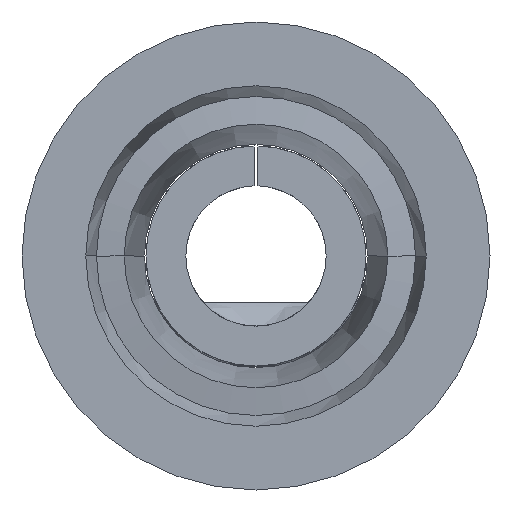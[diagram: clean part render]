
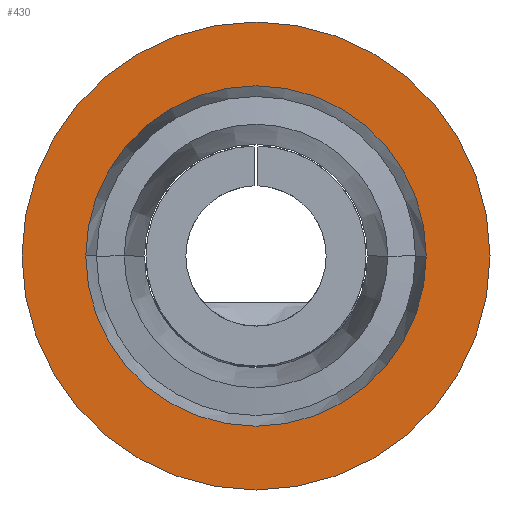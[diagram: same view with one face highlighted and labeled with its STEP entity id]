
A CAD part, front view. The second image highlights one B-rep face of the part: STEP entity #430.
In plain terms, the highlighted planar face has unit normal (0, -1, 0).
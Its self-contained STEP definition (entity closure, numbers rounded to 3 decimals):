
#6 = DIRECTION ( 'NONE',  ( 0., 1., 0. ) ) ;
#34 = AXIS2_PLACEMENT_3D ( 'NONE', #136, #1213, #613 ) ;
#42 = DIRECTION ( 'NONE',  ( -1., 0., 0. ) ) ;
#136 = CARTESIAN_POINT ( 'NONE',  ( 0., -15.28, 0.98 ) ) ;
#147 = CARTESIAN_POINT ( 'NONE',  ( 0., -15.28, 0.98 ) ) ;
#189 = CARTESIAN_POINT ( 'NONE',  ( 2.935, -15.28, 0.98 ) ) ;
#198 = EDGE_LOOP ( 'NONE', ( #1163, #524 ) ) ;
#213 = CIRCLE ( 'NONE', #559, 2.135 ) ;
#311 = CARTESIAN_POINT ( 'NONE',  ( -2.135, -15.28, 0.98 ) ) ;
#430 = ADVANCED_FACE ( 'NONE', ( #1650, #1253 ), #605, .T. ) ;
#498 = CARTESIAN_POINT ( 'NONE',  ( 2.135, -15.28, 0.98 ) ) ;
#524 = ORIENTED_EDGE ( 'NONE', *, *, #1111, .F. ) ;
#559 = AXIS2_PLACEMENT_3D ( 'NONE', #1705, #967, #42 ) ;
#605 = PLANE ( 'NONE',  #1347 ) ;
#611 = DIRECTION ( 'NONE',  ( 1., 0., 0. ) ) ;
#613 = DIRECTION ( 'NONE',  ( -1., 0., 0. ) ) ;
#699 = VERTEX_POINT ( 'NONE', #311 ) ;
#728 = VERTEX_POINT ( 'NONE', #189 ) ;
#844 = ORIENTED_EDGE ( 'NONE', *, *, #1365, .T. ) ;
#891 = CARTESIAN_POINT ( 'NONE',  ( 0., -15.28, 0.98 ) ) ;
#900 = DIRECTION ( 'NONE',  ( -1., 0., 0. ) ) ;
#967 = DIRECTION ( 'NONE',  ( 0., 1., 0. ) ) ;
#1111 = EDGE_CURVE ( 'NONE', #728, #1673, #1532, .T. ) ;
#1163 = ORIENTED_EDGE ( 'NONE', *, *, #1457, .F. ) ;
#1213 = DIRECTION ( 'NONE',  ( 0., 1., 0. ) ) ;
#1219 = EDGE_CURVE ( 'NONE', #1500, #699, #1489, .T. ) ;
#1253 = FACE_OUTER_BOUND ( 'NONE', #198, .T. ) ;
#1347 = AXIS2_PLACEMENT_3D ( 'NONE', #1800, #1945, #611 ) ;
#1365 = EDGE_CURVE ( 'NONE', #699, #1500, #213, .T. ) ;
#1457 = EDGE_CURVE ( 'NONE', #1673, #728, #1553, .T. ) ;
#1489 = CIRCLE ( 'NONE', #34, 2.135 ) ;
#1500 = VERTEX_POINT ( 'NONE', #498 ) ;
#1532 = CIRCLE ( 'NONE', #1707, 2.935 ) ;
#1553 = CIRCLE ( 'NONE', #1937, 2.935 ) ;
#1585 = CARTESIAN_POINT ( 'NONE',  ( -2.935, -15.28, 0.98 ) ) ;
#1650 = FACE_BOUND ( 'NONE', #1671, .T. ) ;
#1671 = EDGE_LOOP ( 'NONE', ( #844, #1961 ) ) ;
#1672 = DIRECTION ( 'NONE',  ( -1., 0., 0. ) ) ;
#1673 = VERTEX_POINT ( 'NONE', #1585 ) ;
#1705 = CARTESIAN_POINT ( 'NONE',  ( 0., -15.28, 0.98 ) ) ;
#1707 = AXIS2_PLACEMENT_3D ( 'NONE', #891, #1952, #900 ) ;
#1800 = CARTESIAN_POINT ( 'NONE',  ( -2.935, -15.28, 0.98 ) ) ;
#1937 = AXIS2_PLACEMENT_3D ( 'NONE', #147, #6, #1672 ) ;
#1945 = DIRECTION ( 'NONE',  ( 0., -1., 0. ) ) ;
#1952 = DIRECTION ( 'NONE',  ( 0., 1., 0. ) ) ;
#1961 = ORIENTED_EDGE ( 'NONE', *, *, #1219, .T. ) ;
